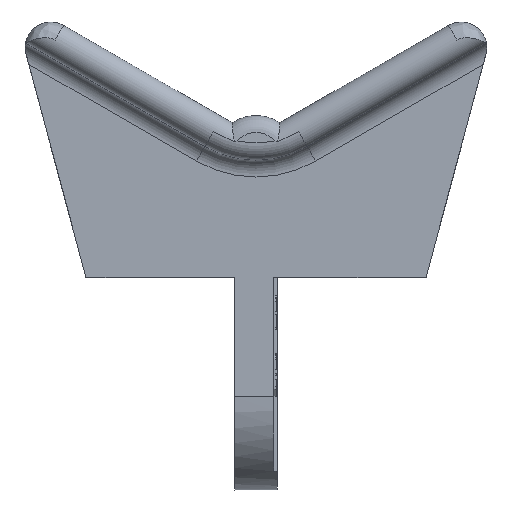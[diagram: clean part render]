
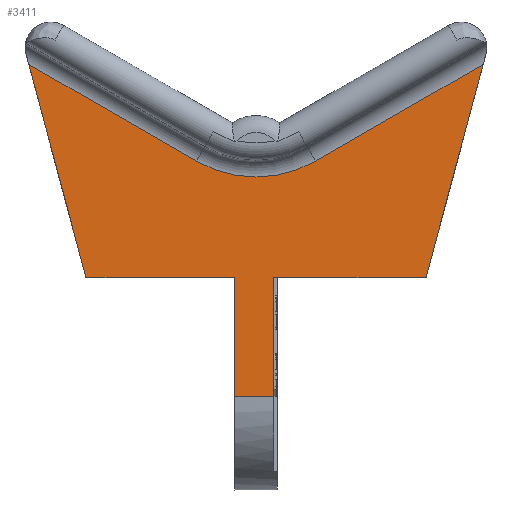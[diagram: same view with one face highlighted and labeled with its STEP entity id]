
A CAD part, top view. The second image highlights one B-rep face of the part: STEP entity #3411.
In plain terms, the highlighted planar face has unit normal (0, 0, 1).
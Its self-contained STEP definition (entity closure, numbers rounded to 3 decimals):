
#595=DIRECTION('',(0.259,-0.966,0.));
#596=VECTOR('',#595,12.953);
#597=CARTESIAN_POINT('',(-13.352,12.512,5.5));
#598=LINE('',#597,#596);
#681=DIRECTION('',(0.259,0.966,0.));
#682=VECTOR('',#681,12.953);
#683=CARTESIAN_POINT('',(10.,0.,5.5));
#684=LINE('',#683,#682);
#812=DIRECTION('',(1.,0.,0.));
#813=VECTOR('',#812,8.75);
#814=CARTESIAN_POINT('',(-10.,0.,5.5));
#815=LINE('',#814,#813);
#824=DIRECTION('',(1.,0.,0.));
#825=VECTOR('',#824,8.95);
#826=CARTESIAN_POINT('',(1.05,0.,5.5));
#827=LINE('',#826,#825);
#832=DIRECTION('',(0.,-1.,0.));
#833=VECTOR('',#832,7.);
#834=CARTESIAN_POINT('',(-1.25,0.,5.5));
#835=LINE('',#834,#833);
#855=DIRECTION('',(0.,1.,0.));
#856=VECTOR('',#855,7.);
#857=CARTESIAN_POINT('',(1.05,-7.,5.5));
#858=LINE('',#857,#856);
#859=DIRECTION('',(0.866,-0.5,0.));
#860=VECTOR('',#859,11.377);
#861=CARTESIAN_POINT('',(-13.352,12.512,5.5));
#862=LINE('',#861,#860);
#863=CARTESIAN_POINT('',(0.,12.885,5.5));
#864=DIRECTION('',(0.,0.,1.));
#865=DIRECTION('',(-0.5,-0.866,0.));
#866=AXIS2_PLACEMENT_3D('',#863,#864,#865);
#868=DIRECTION('',(0.866,0.5,0.));
#869=VECTOR('',#868,11.377);
#870=CARTESIAN_POINT('',(3.5,6.823,5.5));
#871=LINE('',#870,#869);
#1264=DIRECTION('',(1.,0.,0.));
#1265=VECTOR('',#1264,2.3);
#1266=CARTESIAN_POINT('',(-1.25,-7.,5.5));
#1267=LINE('',#1266,#1265);
#1965=CARTESIAN_POINT('',(-10.,0.,5.5));
#1967=VERTEX_POINT('',#1965);
#1969=CARTESIAN_POINT('',(10.,0.,5.5));
#1971=VERTEX_POINT('',#1969);
#1972=CARTESIAN_POINT('',(-1.25,-7.,5.5));
#1974=VERTEX_POINT('',#1972);
#1979=CARTESIAN_POINT('',(-1.25,0.,5.5));
#1981=VERTEX_POINT('',#1979);
#2060=CARTESIAN_POINT('',(3.5,6.823,5.5));
#2061=CARTESIAN_POINT('',(13.352,12.512,5.5));
#2062=VERTEX_POINT('',#2060);
#2063=VERTEX_POINT('',#2061);
#2064=CARTESIAN_POINT('',(-3.5,6.823,5.5));
#2065=VERTEX_POINT('',#2064);
#2066=CARTESIAN_POINT('',(-13.352,12.512,5.5));
#2067=VERTEX_POINT('',#2066);
#2128=CARTESIAN_POINT('',(1.05,-7.,5.5));
#2129=CARTESIAN_POINT('',(1.05,0.,5.5));
#2130=VERTEX_POINT('',#2128);
#2131=VERTEX_POINT('',#2129);
#3392=CARTESIAN_POINT('',(0.,0.,5.5));
#3393=DIRECTION('',(0.,0.,-1.));
#3394=DIRECTION('',(-1.,0.,0.));
#3395=AXIS2_PLACEMENT_3D('',#3392,#3393,#3394);
#3396=PLANE('',#3395);
#3398=ORIENTED_EDGE('',*,*,#3397,.F.);
#3400=ORIENTED_EDGE('',*,*,#3399,.F.);
#3401=ORIENTED_EDGE('',*,*,#3378,.F.);
#3402=ORIENTED_EDGE('',*,*,#3349,.F.);
#3403=ORIENTED_EDGE('',*,*,#3100,.F.);
#3404=ORIENTED_EDGE('',*,*,#2845,.T.);
#3405=ORIENTED_EDGE('',*,*,#2861,.T.);
#3406=ORIENTED_EDGE('',*,*,#2877,.T.);
#3407=ORIENTED_EDGE('',*,*,#3214,.F.);
#3408=ORIENTED_EDGE('',*,*,#3365,.F.);
#3409=EDGE_LOOP('',(#3398,#3400,#3401,#3402,#3403,#3404,#3405,#3406,#3407,
#3408));
#3410=FACE_OUTER_BOUND('',#3409,.F.);
#3411=ADVANCED_FACE('',(#3410),#3396,.F.);
#867=CIRCLE('',#866,7.);
#2845=EDGE_CURVE('',#2067,#2065,#862,.T.);
#2861=EDGE_CURVE('',#2065,#2062,#867,.T.);
#2877=EDGE_CURVE('',#2062,#2063,#871,.T.);
#3100=EDGE_CURVE('',#2067,#1967,#598,.T.);
#3214=EDGE_CURVE('',#1971,#2063,#684,.T.);
#3349=EDGE_CURVE('',#1967,#1981,#815,.T.);
#3365=EDGE_CURVE('',#2131,#1971,#827,.T.);
#3378=EDGE_CURVE('',#1981,#1974,#835,.T.);
#3397=EDGE_CURVE('',#2130,#2131,#858,.T.);
#3399=EDGE_CURVE('',#1974,#2130,#1267,.T.);
